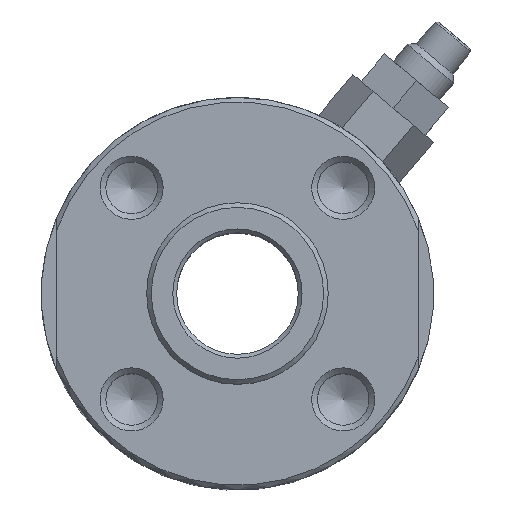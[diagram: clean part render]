
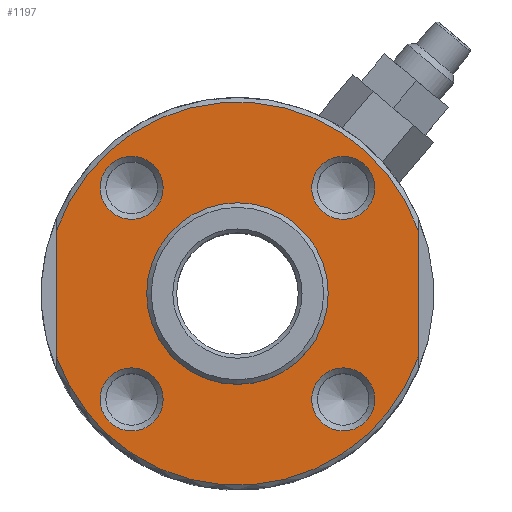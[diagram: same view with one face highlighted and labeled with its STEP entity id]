
A CAD part, top view. The second image highlights one B-rep face of the part: STEP entity #1197.
In plain terms, the highlighted planar face has unit normal (0, 0, 1).
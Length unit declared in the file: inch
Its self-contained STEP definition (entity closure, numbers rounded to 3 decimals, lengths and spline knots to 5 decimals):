
#119=LINE('',#2025,#205);
#122=LINE('',#2039,#208);
#205=VECTOR('',#1588,0.32927);
#208=VECTOR('',#1593,0.32927);
#253=PLANE('',#1325);
#285=FACE_BOUND('',#529,.T.);
#286=FACE_BOUND('',#530,.T.);
#287=FACE_BOUND('',#531,.T.);
#288=FACE_BOUND('',#532,.T.);
#289=FACE_BOUND('',#533,.T.);
#323=CIRCLE('',#1295,0.498);
#325=CIRCLE('',#1299,0.082);
#328=CIRCLE('',#1305,0.082);
#331=CIRCLE('',#1311,0.082);
#334=CIRCLE('',#1317,0.082);
#338=CIRCLE('',#1324,0.236);
#339=CIRCLE('',#1326,0.498);
#418=FACE_OUTER_BOUND('',#528,.T.);
#528=EDGE_LOOP('',(#1081,#1082,#1083,#1084));
#529=EDGE_LOOP('',(#1085));
#530=EDGE_LOOP('',(#1086));
#531=EDGE_LOOP('',(#1087));
#532=EDGE_LOOP('',(#1088));
#533=EDGE_LOOP('',(#1089));
#630=VERTEX_POINT('',#2020);
#631=VERTEX_POINT('',#2024);
#634=VERTEX_POINT('',#2034);
#635=VERTEX_POINT('',#2038);
#638=VERTEX_POINT('',#2054);
#641=VERTEX_POINT('',#2063);
#644=VERTEX_POINT('',#2072);
#647=VERTEX_POINT('',#2081);
#651=VERTEX_POINT('',#2092);
#774=EDGE_CURVE('',#631,#630,#119,.T.);
#779=EDGE_CURVE('',#635,#634,#122,.T.);
#784=EDGE_CURVE('',#631,#634,#323,.T.);
#786=EDGE_CURVE('',#638,#638,#325,.T.);
#789=EDGE_CURVE('',#641,#641,#328,.T.);
#792=EDGE_CURVE('',#644,#644,#331,.T.);
#795=EDGE_CURVE('',#647,#647,#334,.T.);
#799=EDGE_CURVE('',#651,#651,#338,.T.);
#800=EDGE_CURVE('',#635,#630,#339,.T.);
#1081=ORIENTED_EDGE('',*,*,#774,.T.);
#1082=ORIENTED_EDGE('',*,*,#800,.F.);
#1083=ORIENTED_EDGE('',*,*,#779,.T.);
#1084=ORIENTED_EDGE('',*,*,#784,.F.);
#1085=ORIENTED_EDGE('',*,*,#786,.T.);
#1086=ORIENTED_EDGE('',*,*,#789,.T.);
#1087=ORIENTED_EDGE('',*,*,#792,.T.);
#1088=ORIENTED_EDGE('',*,*,#795,.T.);
#1089=ORIENTED_EDGE('',*,*,#799,.T.);
#1197=ADVANCED_FACE('',(#418,#285,#286,#287,#288,#289),#253,.T.);
#1295=AXIS2_PLACEMENT_3D('',#2049,#1603,#1604);
#1299=AXIS2_PLACEMENT_3D('',#2055,#1611,#1612);
#1305=AXIS2_PLACEMENT_3D('',#2064,#1623,#1624);
#1311=AXIS2_PLACEMENT_3D('',#2073,#1635,#1636);
#1317=AXIS2_PLACEMENT_3D('',#2082,#1647,#1648);
#1324=AXIS2_PLACEMENT_3D('',#2093,#1661,#1662);
#1325=AXIS2_PLACEMENT_3D('',#2094,#1663,#1664);
#1326=AXIS2_PLACEMENT_3D('',#2095,#1665,#1666);
#1588=DIRECTION('',(0.,1.,0.));
#1593=DIRECTION('',(0.,-1.,0.));
#1603=DIRECTION('center_axis',(0.,0.,-1.));
#1604=DIRECTION('ref_axis',(0.,1.,0.));
#1611=DIRECTION('center_axis',(0.,0.,-1.));
#1612=DIRECTION('ref_axis',(1.,0.,0.));
#1623=DIRECTION('center_axis',(0.,0.,-1.));
#1624=DIRECTION('ref_axis',(1.,0.,0.));
#1635=DIRECTION('center_axis',(0.,0.,-1.));
#1636=DIRECTION('ref_axis',(1.,0.,0.));
#1647=DIRECTION('center_axis',(0.,0.,-1.));
#1648=DIRECTION('ref_axis',(1.,0.,0.));
#1661=DIRECTION('center_axis',(0.,0.,-1.));
#1662=DIRECTION('ref_axis',(0.,1.,0.));
#1663=DIRECTION('center_axis',(0.,0.,1.));
#1664=DIRECTION('ref_axis',(1.,0.,0.));
#1665=DIRECTION('center_axis',(0.,0.,-1.));
#1666=DIRECTION('ref_axis',(0.,1.,0.));
#2020=CARTESIAN_POINT('',(0.47,0.16463,0.709));
#2024=CARTESIAN_POINT('',(0.47,-0.16463,0.709));
#2025=CARTESIAN_POINT('',(0.47,-0.097,0.709));
#2034=CARTESIAN_POINT('',(-0.47,-0.16463,0.709));
#2038=CARTESIAN_POINT('',(-0.47,0.16463,0.709));
#2039=CARTESIAN_POINT('',(-0.47,0.464,0.709));
#2049=CARTESIAN_POINT('Origin',(0.,0.,0.709));
#2054=CARTESIAN_POINT('',(-0.193,-0.275,0.709));
#2055=CARTESIAN_POINT('Origin',(-0.275,-0.275,0.709));
#2063=CARTESIAN_POINT('',(-0.193,0.275,0.709));
#2064=CARTESIAN_POINT('Origin',(-0.275,0.275,0.709));
#2072=CARTESIAN_POINT('',(0.357,-0.275,0.709));
#2073=CARTESIAN_POINT('Origin',(0.275,-0.275,0.709));
#2081=CARTESIAN_POINT('',(0.357,0.275,0.709));
#2082=CARTESIAN_POINT('Origin',(0.275,0.275,0.709));
#2092=CARTESIAN_POINT('',(0.,0.236,0.709));
#2093=CARTESIAN_POINT('Origin',(0.,0.,0.709));
#2094=CARTESIAN_POINT('Origin',(0.,0.367,0.709));
#2095=CARTESIAN_POINT('Origin',(0.,0.,0.709));
